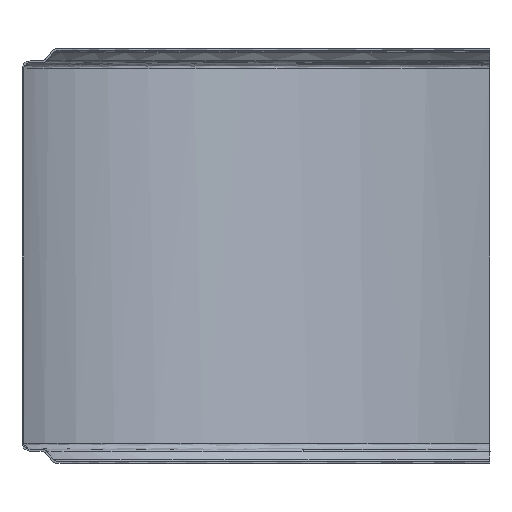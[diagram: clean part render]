
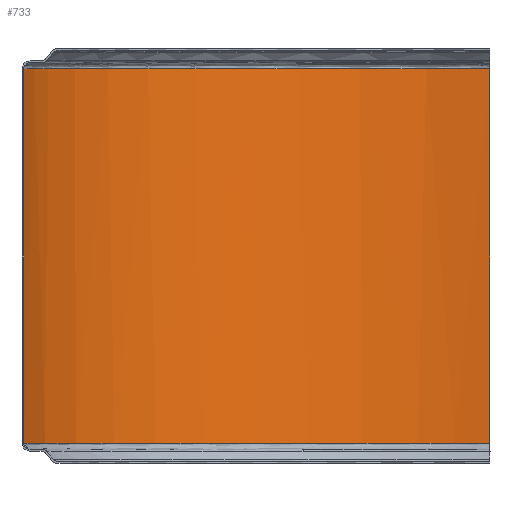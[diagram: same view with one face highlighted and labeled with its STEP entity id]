
A CAD part, front view. The second image highlights one B-rep face of the part: STEP entity #733.
In plain terms, the highlighted free-form (B-spline) face has degree [1, 3] with [2, 4] control points.
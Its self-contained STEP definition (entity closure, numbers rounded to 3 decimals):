
#28 = ORIENTED_EDGE ( 'NONE', *, *, #1128, .T. ) ;
#43 = CARTESIAN_POINT ( 'NONE',  ( 230018.937, 21635.045, -637. ) ) ;
#105 = B_SPLINE_CURVE_WITH_KNOTS ( 'NONE', 1,
 ( #1958, #1486 ),
 .UNSPECIFIED., .F., .F.,
 ( 2, 2 ),
 ( -1., 0. ),
 .UNSPECIFIED. ) ;
#245 = CARTESIAN_POINT ( 'NONE',  ( 230771.722, 22130.189, -637. ) ) ;
#249 = CARTESIAN_POINT ( 'NONE',  ( 230018.937, 21635.045, -33. ) ) ;
#295 = CARTESIAN_POINT ( 'NONE',  ( 230018.937, 21635.045, -637. ) ) ;
#320 = CARTESIAN_POINT ( 'NONE',  ( 230018.937, 21635.045, -33. ) ) ;
#341 = CARTESIAN_POINT ( 'NONE',  ( 230771.722, 22130.189, -33. ) ) ;
#434 = CARTESIAN_POINT ( 'NONE',  ( 230111.02, 21985.325, -637. ) ) ;
#453 = VERTEX_POINT ( 'NONE', #341 ) ;
#470 = CARTESIAN_POINT ( 'NONE',  ( 230771.722, 22130.189, -33. ) ) ;
#498 = CARTESIAN_POINT ( 'NONE',  ( 230771.722, 22130.189, -637. ) ) ;
#519 = EDGE_CURVE ( 'NONE', #453, #1219, #1592, .T. ) ;
#521 = EDGE_LOOP ( 'NONE', ( #2179, #2083, #28, #1929 ) ) ;
#593 = CARTESIAN_POINT ( 'NONE',  ( 230111.02, 21985.325, -33. ) ) ;
#627 = FACE_OUTER_BOUND ( 'NONE', #521, .T. ) ;
#733 = ADVANCED_FACE ( 'NONE', ( #627 ), #2064, .T. ) ;
#802 = CARTESIAN_POINT ( 'NONE',  ( 230018.937, 21635.045, -637. ) ) ;
#805 = B_SPLINE_CURVE_WITH_KNOTS ( 'NONE', 1,
 ( #1263, #43 ),
 .UNSPECIFIED., .F., .F.,
 ( 2, 2 ),
 ( -1., 0. ),
 .UNSPECIFIED. ) ;
#927 = CARTESIAN_POINT ( 'NONE',  ( 230771.722, 22130.189, -33. ) ) ;
#988 = CARTESIAN_POINT ( 'NONE',  ( 230018.937, 21635.045, -33. ) ) ;
#1032 = CARTESIAN_POINT ( 'NONE',  ( 230413.613, 22184.356, -33. ) ) ;
#1051 = EDGE_CURVE ( 'NONE', #1181, #453, #105, .T. ) ;
#1116 = CARTESIAN_POINT ( 'NONE',  ( 230413.613, 22184.356, -33. ) ) ;
#1128 = EDGE_CURVE ( 'NONE', #1644, #1181, #2091, .T. ) ;
#1153 = CARTESIAN_POINT ( 'NONE',  ( 230413.613, 22184.356, -637. ) ) ;
#1181 = VERTEX_POINT ( 'NONE', #498 ) ;
#1219 = VERTEX_POINT ( 'NONE', #988 ) ;
#1263 = CARTESIAN_POINT ( 'NONE',  ( 230018.937, 21635.045, -33. ) ) ;
#1309 = EDGE_CURVE ( 'NONE', #1219, #1644, #805, .T. ) ;
#1486 = CARTESIAN_POINT ( 'NONE',  ( 230771.722, 22130.189, -33. ) ) ;
#1592 =( BOUNDED_CURVE ( )  B_SPLINE_CURVE ( 3, ( #470, #1032, #1712, #320 ),
 .UNSPECIFIED., .F., .T. ) 
 B_SPLINE_CURVE_WITH_KNOTS ( ( 4, 4 ),
 ( -1.464, 0. ),
 .UNSPECIFIED. ) 
 CURVE ( )  GEOMETRIC_REPRESENTATION_ITEM ( )  RATIONAL_B_SPLINE_CURVE ( ( 1., 0.829, 0.829, 1. ) ) 
 REPRESENTATION_ITEM ( '' )  );
#1644 = VERTEX_POINT ( 'NONE', #295 ) ;
#1712 = CARTESIAN_POINT ( 'NONE',  ( 230111.02, 21985.325, -33. ) ) ;
#1794 = CARTESIAN_POINT ( 'NONE',  ( 230413.613, 22184.356, -637. ) ) ;
#1814 = CARTESIAN_POINT ( 'NONE',  ( 230111.02, 21985.325, -637. ) ) ;
#1929 = ORIENTED_EDGE ( 'NONE', *, *, #1051, .T. ) ;
#1958 = CARTESIAN_POINT ( 'NONE',  ( 230771.722, 22130.189, -637. ) ) ;
#1974 = CARTESIAN_POINT ( 'NONE',  ( 230771.722, 22130.189, -637. ) ) ;
#2064 =( BOUNDED_SURFACE ( )  B_SPLINE_SURFACE ( 1, 3, ( 
 ( #1974, #1153, #434, #2154 ),
 ( #927, #1116, #593, #249 ) ),
 .UNSPECIFIED., .F., .F., .F. ) 
 B_SPLINE_SURFACE_WITH_KNOTS ( ( 2, 2 ),
 ( 4, 4 ),
 ( 0., 1. ),
 ( 0., 1. ),
 .UNSPECIFIED. ) 
 GEOMETRIC_REPRESENTATION_ITEM ( )  RATIONAL_B_SPLINE_SURFACE ( (
 ( 1., 0.829, 0.829, 1.),
 ( 1., 0.829, 0.829, 1.) ) ) 
 REPRESENTATION_ITEM ( '' )  SURFACE ( )  );
#2083 = ORIENTED_EDGE ( 'NONE', *, *, #1309, .T. ) ;
#2091 =( BOUNDED_CURVE ( )  B_SPLINE_CURVE ( 3, ( #802, #1814, #1794, #245 ),
 .UNSPECIFIED., .F., .T. ) 
 B_SPLINE_CURVE_WITH_KNOTS ( ( 4, 4 ),
 ( -2.885, -1.421 ),
 .UNSPECIFIED. ) 
 CURVE ( )  GEOMETRIC_REPRESENTATION_ITEM ( )  RATIONAL_B_SPLINE_CURVE ( ( 1., 0.829, 0.829, 1. ) ) 
 REPRESENTATION_ITEM ( '' )  );
#2154 = CARTESIAN_POINT ( 'NONE',  ( 230018.937, 21635.045, -637. ) ) ;
#2179 = ORIENTED_EDGE ( 'NONE', *, *, #519, .T. ) ;
